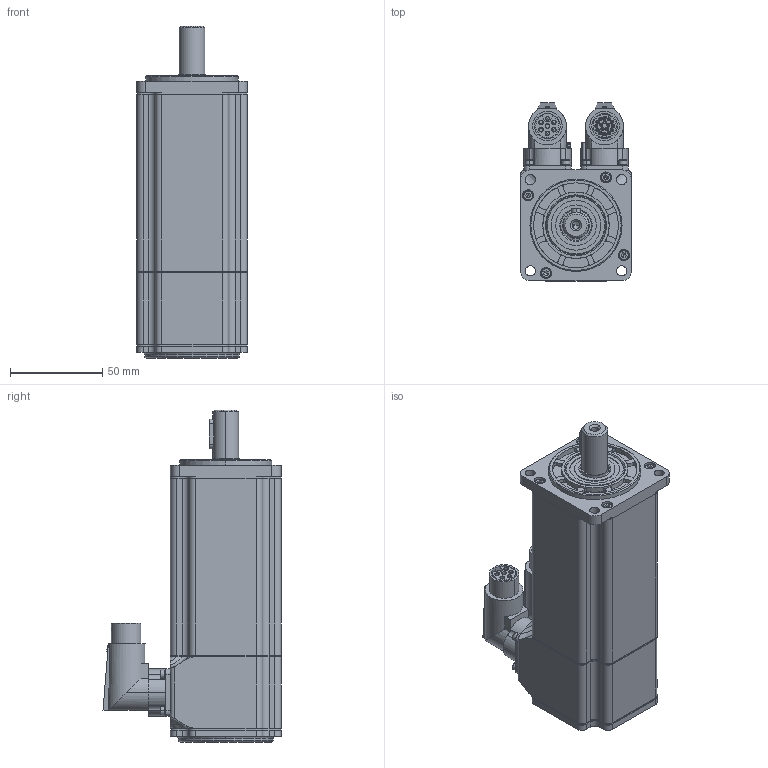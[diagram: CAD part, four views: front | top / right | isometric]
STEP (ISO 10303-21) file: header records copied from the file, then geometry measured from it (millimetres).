
FILE_DESCRIPTION (( 'STEP AP203' ), '1' );
FILE_NAME ('淕儂蚾饜.STEP', '2020-05-09T07:00:23', ( 'admin' ), ( '' ), 'SwSTEP 2.0', 'SolidWorks 2016', '' );
FILE_SCHEMA (( 'CONFIG_CONTROL_DESIGN' ));
Length unit declared in the file: millimetre
Products named in the file (1): 淕儂蚾饜
Bounding box: 60 x 96.6 x 180.1 mm (x, y, z)
Volume: 197371.5 mm3; surface area: 113293.5 mm2
Topology: 35 solids, 35 shells, 1633 faces, 4137 edges, 2639 vertices
Faces by surface type: cylinder 682, plane 672, cone 151, bspline 74, torus 34, sphere 20
Entity records: 51699 total; most frequent: CARTESIAN_POINT 11962, DIRECTION 8614, ORIENTED_EDGE 8034, EDGE_CURVE 4017, AXIS2_PLACEMENT_3D 3267, VERTEX_POINT 2599, VECTOR 2080, LINE 2080
